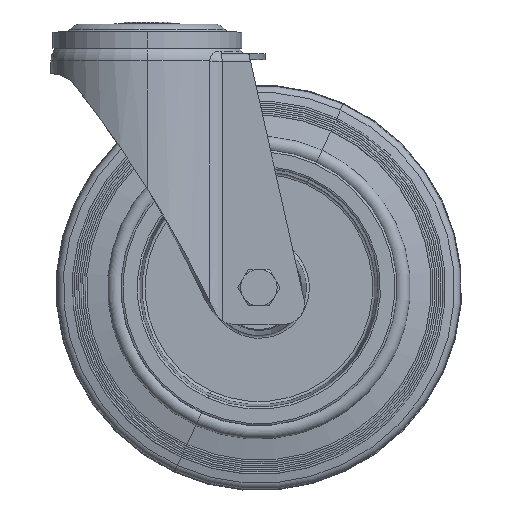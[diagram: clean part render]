
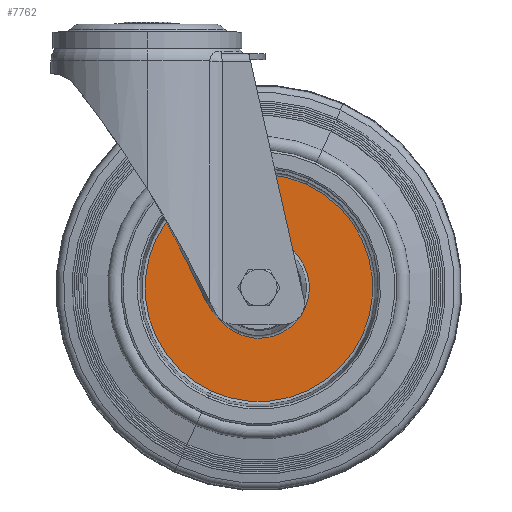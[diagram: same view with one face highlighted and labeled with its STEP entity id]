
A CAD part, top view. The second image highlights one B-rep face of the part: STEP entity #7762.
In plain terms, the highlighted planar face has unit normal (0, 0, 1).
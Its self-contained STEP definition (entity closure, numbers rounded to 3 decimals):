
#203 = DIRECTION ( 'NONE',  ( 0., 0., -1. ) ) ;
#581 = CARTESIAN_POINT ( 'NONE',  ( 55., -131., 4. ) ) ;
#698 = CARTESIAN_POINT ( 'NONE',  ( 55., -131., 4. ) ) ;
#2310 = DIRECTION ( 'NONE',  ( 0.417, 0.909, 0. ) ) ;
#2532 = FACE_OUTER_BOUND ( 'NONE', #12567, .T. ) ;
#2979 = AXIS2_PLACEMENT_3D ( 'NONE', #698, #17122, #3913 ) ;
#3034 = CIRCLE ( 'NONE', #21153, 56.108 ) ;
#3913 = DIRECTION ( 'NONE',  ( 0.417, 0.909, 0. ) ) ;
#4794 = EDGE_CURVE ( 'NONE', #15638, #15754, #7239, .T. ) ;
#5674 = CARTESIAN_POINT ( 'NONE',  ( 55., -131., 4. ) ) ;
#6178 = FACE_BOUND ( 'NONE', #20668, .T. ) ;
#6855 = CIRCLE ( 'NONE', #2979, 24.857 ) ;
#7201 = ORIENTED_EDGE ( 'NONE', *, *, #13066, .T. ) ;
#7239 = CIRCLE ( 'NONE', #9967, 24.857 ) ;
#7762 = ADVANCED_FACE ( 'NONE', ( #6178, #2532 ), #7912, .F. ) ;
#7912 = PLANE ( 'NONE',  #13970 ) ;
#8103 = VERTEX_POINT ( 'NONE', #9776 ) ;
#9776 = CARTESIAN_POINT ( 'NONE',  ( 31.604, -181.998, 4. ) ) ;
#9937 = CARTESIAN_POINT ( 'NONE',  ( 78.976, -78.737, 4. ) ) ;
#9967 = AXIS2_PLACEMENT_3D ( 'NONE', #17188, #12257, #2310 ) ;
#10267 = EDGE_CURVE ( 'NONE', #14928, #8103, #3034, .T. ) ;
#11244 = ORIENTED_EDGE ( 'NONE', *, *, #17213, .T. ) ;
#12257 = DIRECTION ( 'NONE',  ( 0., 0., -1. ) ) ;
#12567 = EDGE_LOOP ( 'NONE', ( #18972, #7201 ) ) ;
#12949 = CARTESIAN_POINT ( 'NONE',  ( 78.396, -80.002, 4. ) ) ;
#13066 = EDGE_CURVE ( 'NONE', #8103, #14928, #16407, .T. ) ;
#13440 = DIRECTION ( 'NONE',  ( 0.417, 0.909, 0. ) ) ;
#13939 = DIRECTION ( 'NONE',  ( 0., 0., 1. ) ) ;
#13970 = AXIS2_PLACEMENT_3D ( 'NONE', #9937, #203, #13440 ) ;
#14928 = VERTEX_POINT ( 'NONE', #12949 ) ;
#15112 = CARTESIAN_POINT ( 'NONE',  ( 44.635, -153.593, 4. ) ) ;
#15638 = VERTEX_POINT ( 'NONE', #18850 ) ;
#15685 = DIRECTION ( 'NONE',  ( 0.417, 0.909, 0. ) ) ;
#15754 = VERTEX_POINT ( 'NONE', #15112 ) ;
#15934 = DIRECTION ( 'NONE',  ( 0.417, 0.909, 0. ) ) ;
#15997 = ORIENTED_EDGE ( 'NONE', *, *, #4794, .T. ) ;
#16407 = CIRCLE ( 'NONE', #19510, 56.108 ) ;
#17122 = DIRECTION ( 'NONE',  ( 0., 0., -1. ) ) ;
#17188 = CARTESIAN_POINT ( 'NONE',  ( 55., -131., 4. ) ) ;
#17213 = EDGE_CURVE ( 'NONE', #15754, #15638, #6855, .T. ) ;
#18850 = CARTESIAN_POINT ( 'NONE',  ( 65.365, -108.407, 4. ) ) ;
#18961 = DIRECTION ( 'NONE',  ( 0., 0., 1. ) ) ;
#18972 = ORIENTED_EDGE ( 'NONE', *, *, #10267, .T. ) ;
#19510 = AXIS2_PLACEMENT_3D ( 'NONE', #5674, #18961, #15934 ) ;
#20668 = EDGE_LOOP ( 'NONE', ( #15997, #11244 ) ) ;
#21153 = AXIS2_PLACEMENT_3D ( 'NONE', #581, #13939, #15685 ) ;
